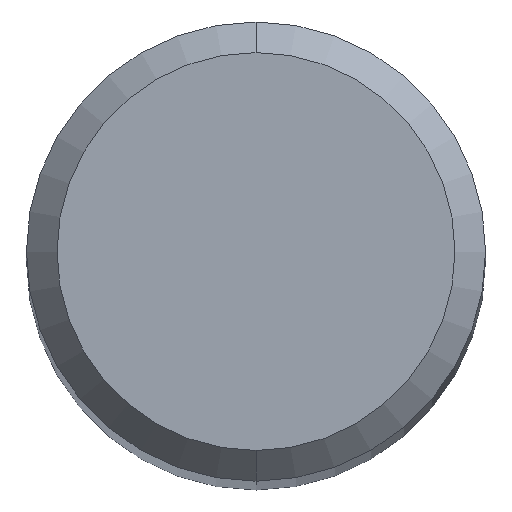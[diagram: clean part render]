
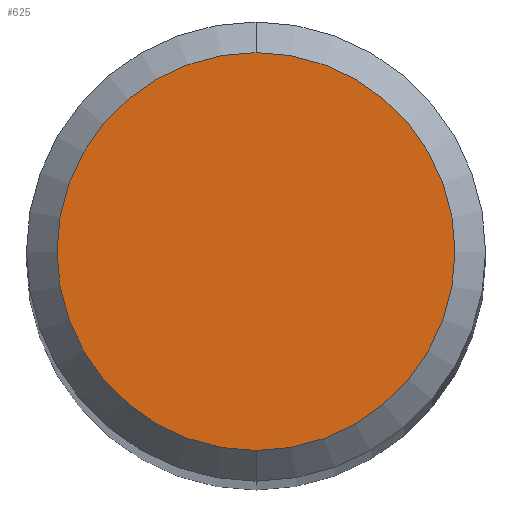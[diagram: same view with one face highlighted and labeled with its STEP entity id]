
A CAD part, top view. The second image highlights one B-rep face of the part: STEP entity #625.
In plain terms, the highlighted planar face has unit normal (0, 0, 1).
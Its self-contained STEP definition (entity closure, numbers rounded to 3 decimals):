
#387=VERTEX_POINT('',#935);
#455=EDGE_CURVE('',#387,#793,#1007,.T.);
#625=ADVANCED_FACE('',(#1189),#1190,.T.);
#635=EDGE_CURVE('',#793,#387,#1201,.T.);
#793=VERTEX_POINT('',#1372);
#935=CARTESIAN_POINT('',(0.,-2.6,0.0));
#1007=CIRCLE('',#2209,2.6);
#1189=FACE_OUTER_BOUND('',#3405,.T.);
#1190=PLANE('',#3406);
#1201=CIRCLE('',#3426,2.6);
#1372=CARTESIAN_POINT('',(0.0,2.6,0.0));
#2209=AXIS2_PLACEMENT_3D('',#4397,#4398,#4399);
#3405=EDGE_LOOP('',(#4546,#4547));
#3406=AXIS2_PLACEMENT_3D('',#4548,#4549,#4550);
#3426=AXIS2_PLACEMENT_3D('',#4575,#4576,#4577);
#4397=CARTESIAN_POINT('',(0.0,0.0,0.0));
#4398=DIRECTION('',(0.0,0.0,-1.0));
#4399=DIRECTION('',(0.0,1.0,0.0));
#4546=ORIENTED_EDGE('',*,*,#635,.F.);
#4547=ORIENTED_EDGE('',*,*,#455,.F.);
#4548=CARTESIAN_POINT('',(0.0,1.3,0.0));
#4549=DIRECTION('',(-0.0,0.0,1.0));
#4550=DIRECTION('',(0.0,-1.0,0.0));
#4575=CARTESIAN_POINT('',(0.0,0.0,0.0));
#4576=DIRECTION('',(0.0,0.0,-1.0));
#4577=DIRECTION('',(0.0,1.0,0.0));
